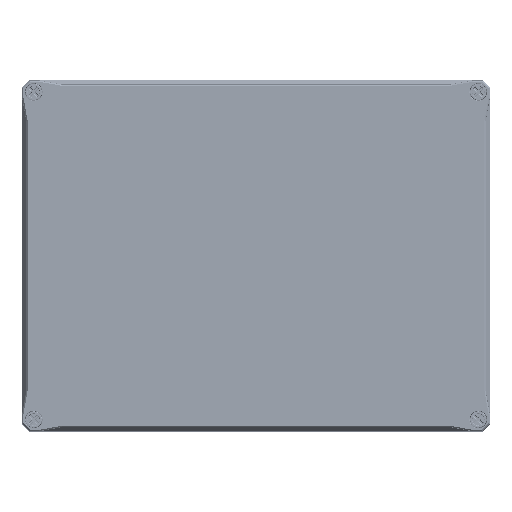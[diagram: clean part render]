
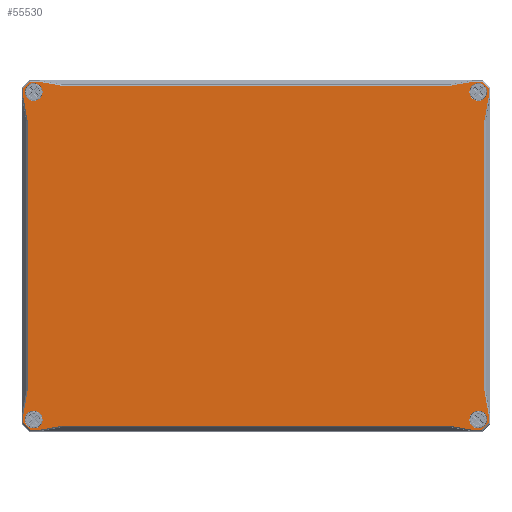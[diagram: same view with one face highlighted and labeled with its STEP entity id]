
A CAD part, top view. The second image highlights one B-rep face of the part: STEP entity #55530.
In plain terms, the highlighted face is planar.
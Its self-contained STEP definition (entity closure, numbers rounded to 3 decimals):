
#2377=FACE_BOUND('',#12901,.T.);
#2378=FACE_BOUND('',#12902,.T.);
#2379=FACE_BOUND('',#12903,.T.);
#2380=FACE_BOUND('',#12904,.T.);
#2881=PLANE('',#59844);
#4405=LINE('',#90448,#6321);
#4406=LINE('',#90450,#6322);
#4407=LINE('',#90452,#6323);
#4408=LINE('',#90454,#6324);
#4409=LINE('',#90456,#6325);
#4410=LINE('',#90458,#6326);
#4411=LINE('',#90460,#6327);
#4412=LINE('',#90462,#6328);
#4413=LINE('',#90464,#6329);
#4414=LINE('',#90466,#6330);
#4415=LINE('',#90468,#6331);
#4416=LINE('',#90470,#6332);
#4417=LINE('',#90472,#6333);
#4418=LINE('',#90474,#6334);
#4419=LINE('',#90476,#6335);
#4420=LINE('',#90478,#6336);
#4421=LINE('',#90480,#6337);
#4422=LINE('',#90482,#6338);
#4423=LINE('',#90484,#6339);
#4424=LINE('',#90486,#6340);
#4425=LINE('',#90488,#6341);
#4426=LINE('',#90490,#6342);
#4427=LINE('',#90492,#6343);
#4428=LINE('',#90493,#6344);
#6321=VECTOR('',#69262,10.);
#6322=VECTOR('',#69263,10.);
#6323=VECTOR('',#69264,10.);
#6324=VECTOR('',#69265,10.);
#6325=VECTOR('',#69266,10.);
#6326=VECTOR('',#69267,10.);
#6327=VECTOR('',#69268,10.);
#6328=VECTOR('',#69269,10.);
#6329=VECTOR('',#69270,10.);
#6330=VECTOR('',#69271,10.);
#6331=VECTOR('',#69272,10.);
#6332=VECTOR('',#69273,10.);
#6333=VECTOR('',#69274,10.);
#6334=VECTOR('',#69275,10.);
#6335=VECTOR('',#69276,10.);
#6336=VECTOR('',#69277,10.);
#6337=VECTOR('',#69278,10.);
#6338=VECTOR('',#69279,10.);
#6339=VECTOR('',#69280,10.);
#6340=VECTOR('',#69281,10.);
#6341=VECTOR('',#69282,10.);
#6342=VECTOR('',#69283,10.);
#6343=VECTOR('',#69284,10.);
#6344=VECTOR('',#69285,10.);
#8896=FACE_OUTER_BOUND('',#12900,.T.);
#12900=EDGE_LOOP('',(#37508,#37509,#37510,#37511,#37512,#37513,#37514,#37515,
#37516,#37517,#37518,#37519,#37520,#37521,#37522,#37523,#37524,#37525,#37526,
#37527,#37528,#37529,#37530,#37531));
#12901=EDGE_LOOP('',(#37532));
#12902=EDGE_LOOP('',(#37533));
#12903=EDGE_LOOP('',(#37534));
#12904=EDGE_LOOP('',(#37535));
#17447=CIRCLE('',#59840,7.598);
#17451=CIRCLE('',#59845,7.598);
#17452=CIRCLE('',#59846,7.598);
#17453=CIRCLE('',#59847,7.598);
#22931=VERTEX_POINT('',#90438);
#22934=VERTEX_POINT('',#90446);
#22935=VERTEX_POINT('',#90447);
#22936=VERTEX_POINT('',#90449);
#22937=VERTEX_POINT('',#90451);
#22938=VERTEX_POINT('',#90453);
#22939=VERTEX_POINT('',#90455);
#22940=VERTEX_POINT('',#90457);
#22941=VERTEX_POINT('',#90459);
#22942=VERTEX_POINT('',#90461);
#22943=VERTEX_POINT('',#90463);
#22944=VERTEX_POINT('',#90465);
#22945=VERTEX_POINT('',#90467);
#22946=VERTEX_POINT('',#90469);
#22947=VERTEX_POINT('',#90471);
#22948=VERTEX_POINT('',#90473);
#22949=VERTEX_POINT('',#90475);
#22950=VERTEX_POINT('',#90477);
#22951=VERTEX_POINT('',#90479);
#22952=VERTEX_POINT('',#90481);
#22953=VERTEX_POINT('',#90483);
#22954=VERTEX_POINT('',#90485);
#22955=VERTEX_POINT('',#90487);
#22956=VERTEX_POINT('',#90489);
#22957=VERTEX_POINT('',#90491);
#22958=VERTEX_POINT('',#90494);
#22959=VERTEX_POINT('',#90496);
#22960=VERTEX_POINT('',#90498);
#28365=EDGE_CURVE('',#22931,#22931,#17447,.T.);
#28369=EDGE_CURVE('',#22934,#22935,#4405,.T.);
#28370=EDGE_CURVE('',#22936,#22934,#4406,.T.);
#28371=EDGE_CURVE('',#22937,#22936,#4407,.T.);
#28372=EDGE_CURVE('',#22938,#22937,#4408,.T.);
#28373=EDGE_CURVE('',#22939,#22938,#4409,.T.);
#28374=EDGE_CURVE('',#22940,#22939,#4410,.T.);
#28375=EDGE_CURVE('',#22941,#22940,#4411,.T.);
#28376=EDGE_CURVE('',#22942,#22941,#4412,.T.);
#28377=EDGE_CURVE('',#22943,#22942,#4413,.T.);
#28378=EDGE_CURVE('',#22944,#22943,#4414,.T.);
#28379=EDGE_CURVE('',#22945,#22944,#4415,.T.);
#28380=EDGE_CURVE('',#22946,#22945,#4416,.T.);
#28381=EDGE_CURVE('',#22947,#22946,#4417,.T.);
#28382=EDGE_CURVE('',#22948,#22947,#4418,.T.);
#28383=EDGE_CURVE('',#22949,#22948,#4419,.T.);
#28384=EDGE_CURVE('',#22950,#22949,#4420,.T.);
#28385=EDGE_CURVE('',#22951,#22950,#4421,.T.);
#28386=EDGE_CURVE('',#22952,#22951,#4422,.T.);
#28387=EDGE_CURVE('',#22953,#22952,#4423,.T.);
#28388=EDGE_CURVE('',#22954,#22953,#4424,.T.);
#28389=EDGE_CURVE('',#22955,#22954,#4425,.T.);
#28390=EDGE_CURVE('',#22956,#22955,#4426,.T.);
#28391=EDGE_CURVE('',#22957,#22956,#4427,.T.);
#28392=EDGE_CURVE('',#22935,#22957,#4428,.T.);
#28393=EDGE_CURVE('',#22958,#22958,#17451,.T.);
#28394=EDGE_CURVE('',#22959,#22959,#17452,.T.);
#28395=EDGE_CURVE('',#22960,#22960,#17453,.T.);
#37508=ORIENTED_EDGE('',*,*,#28369,.F.);
#37509=ORIENTED_EDGE('',*,*,#28370,.F.);
#37510=ORIENTED_EDGE('',*,*,#28371,.F.);
#37511=ORIENTED_EDGE('',*,*,#28372,.F.);
#37512=ORIENTED_EDGE('',*,*,#28373,.F.);
#37513=ORIENTED_EDGE('',*,*,#28374,.F.);
#37514=ORIENTED_EDGE('',*,*,#28375,.F.);
#37515=ORIENTED_EDGE('',*,*,#28376,.F.);
#37516=ORIENTED_EDGE('',*,*,#28377,.F.);
#37517=ORIENTED_EDGE('',*,*,#28378,.F.);
#37518=ORIENTED_EDGE('',*,*,#28379,.F.);
#37519=ORIENTED_EDGE('',*,*,#28380,.F.);
#37520=ORIENTED_EDGE('',*,*,#28381,.F.);
#37521=ORIENTED_EDGE('',*,*,#28382,.F.);
#37522=ORIENTED_EDGE('',*,*,#28383,.F.);
#37523=ORIENTED_EDGE('',*,*,#28384,.F.);
#37524=ORIENTED_EDGE('',*,*,#28385,.F.);
#37525=ORIENTED_EDGE('',*,*,#28386,.F.);
#37526=ORIENTED_EDGE('',*,*,#28387,.F.);
#37527=ORIENTED_EDGE('',*,*,#28388,.F.);
#37528=ORIENTED_EDGE('',*,*,#28389,.F.);
#37529=ORIENTED_EDGE('',*,*,#28390,.F.);
#37530=ORIENTED_EDGE('',*,*,#28391,.F.);
#37531=ORIENTED_EDGE('',*,*,#28392,.F.);
#37532=ORIENTED_EDGE('',*,*,#28393,.F.);
#37533=ORIENTED_EDGE('',*,*,#28394,.F.);
#37534=ORIENTED_EDGE('',*,*,#28395,.F.);
#37535=ORIENTED_EDGE('',*,*,#28365,.F.);
#55530=ADVANCED_FACE('',(#8896,#2377,#2378,#2379,#2380),#2881,.F.);
#59840=AXIS2_PLACEMENT_3D('',#90439,#69252,#69253);
#59844=AXIS2_PLACEMENT_3D('',#90445,#69260,#69261);
#59845=AXIS2_PLACEMENT_3D('',#90495,#69286,#69287);
#59846=AXIS2_PLACEMENT_3D('',#90497,#69288,#69289);
#59847=AXIS2_PLACEMENT_3D('',#90499,#69290,#69291);
#69252=DIRECTION('center_axis',(0.,-1.,0.));
#69253=DIRECTION('ref_axis',(-1.,0.,0.));
#69260=DIRECTION('center_axis',(0.,1.,0.));
#69261=DIRECTION('ref_axis',(0.,0.,1.));
#69262=DIRECTION('',(0.,0.,-1.));
#69263=DIRECTION('',(0.174,0.,-0.985));
#69264=DIRECTION('',(0.,0.,-1.));
#69265=DIRECTION('',(-0.174,0.,-0.985));
#69266=DIRECTION('',(0.,0.,-1.));
#69267=DIRECTION('',(0.707,0.,-0.707));
#69268=DIRECTION('',(1.,0.,0.));
#69269=DIRECTION('',(0.985,0.,0.174));
#69270=DIRECTION('',(1.,0.,0.));
#69271=DIRECTION('',(0.985,0.,-0.174));
#69272=DIRECTION('',(1.,0.,0.));
#69273=DIRECTION('',(0.707,0.,0.707));
#69274=DIRECTION('',(0.,0.,1.));
#69275=DIRECTION('',(-0.174,0.,0.985));
#69276=DIRECTION('',(0.,0.,1.));
#69277=DIRECTION('',(0.174,0.,0.985));
#69278=DIRECTION('',(0.,0.,1.));
#69279=DIRECTION('',(-0.707,0.,0.707));
#69280=DIRECTION('',(-1.,0.,0.));
#69281=DIRECTION('',(-0.985,0.,-0.174));
#69282=DIRECTION('',(-1.,0.,0.));
#69283=DIRECTION('',(-0.985,0.,0.174));
#69284=DIRECTION('',(-1.,0.,0.));
#69285=DIRECTION('',(-0.707,0.,-0.707));
#69286=DIRECTION('center_axis',(0.,-1.,0.));
#69287=DIRECTION('ref_axis',(-1.,0.,0.));
#69288=DIRECTION('center_axis',(0.,-1.,0.));
#69289=DIRECTION('ref_axis',(-1.,0.,0.));
#69290=DIRECTION('center_axis',(0.,-1.,0.));
#69291=DIRECTION('ref_axis',(-1.,0.,0.));
#90438=CARTESIAN_POINT('',(-190.,-30.,-147.598));
#90439=CARTESIAN_POINT('Origin',(-190.,-30.,-140.));
#90445=CARTESIAN_POINT('Origin',(0.,-30.,0.));
#90446=CARTESIAN_POINT('',(198.738,-30.,-135.34));
#90447=CARTESIAN_POINT('',(198.738,-30.,-143.324));
#90448=CARTESIAN_POINT('',(198.738,-30.,75.));
#90449=CARTESIAN_POINT('',(195.273,-30.,-115.688));
#90450=CARTESIAN_POINT('',(182.445,-30.,-42.935));
#90451=CARTESIAN_POINT('',(195.273,-30.,115.688));
#90452=CARTESIAN_POINT('',(195.273,-30.,57.8));
#90453=CARTESIAN_POINT('',(198.738,-30.,135.34));
#90454=CARTESIAN_POINT('',(187.445,-30.,71.291));
#90455=CARTESIAN_POINT('',(198.738,-30.,143.324));
#90456=CARTESIAN_POINT('',(198.738,-30.,75.));
#90457=CARTESIAN_POINT('',(193.324,-30.,148.738));
#90458=CARTESIAN_POINT('',(183.531,-30.,158.531));
#90459=CARTESIAN_POINT('',(185.34,-30.,148.738));
#90460=CARTESIAN_POINT('',(-100.,-30.,148.738));
#90461=CARTESIAN_POINT('',(165.688,-30.,145.273));
#90462=CARTESIAN_POINT('',(72.964,-30.,128.923));
#90463=CARTESIAN_POINT('',(-165.688,-30.,145.273));
#90464=CARTESIAN_POINT('',(-82.8,-30.,145.273));
#90465=CARTESIAN_POINT('',(-185.34,-30.,148.738));
#90466=CARTESIAN_POINT('',(-101.32,-30.,133.923));
#90467=CARTESIAN_POINT('',(-193.324,-30.,148.738));
#90468=CARTESIAN_POINT('',(-100.,-30.,148.738));
#90469=CARTESIAN_POINT('',(-198.738,-30.,143.324));
#90470=CARTESIAN_POINT('',(-183.531,-30.,158.531));
#90471=CARTESIAN_POINT('',(-198.738,-30.,135.34));
#90472=CARTESIAN_POINT('',(-198.738,-30.,-75.));
#90473=CARTESIAN_POINT('',(-195.273,-30.,115.688));
#90474=CARTESIAN_POINT('',(-187.445,-30.,71.291));
#90475=CARTESIAN_POINT('',(-195.273,-30.,-115.688));
#90476=CARTESIAN_POINT('',(-195.273,-30.,57.8));
#90477=CARTESIAN_POINT('',(-198.738,-30.,-135.34));
#90478=CARTESIAN_POINT('',(-182.445,-30.,-42.935));
#90479=CARTESIAN_POINT('',(-198.738,-30.,-143.324));
#90480=CARTESIAN_POINT('',(-198.738,-30.,-75.));
#90481=CARTESIAN_POINT('',(-193.324,-30.,-148.738));
#90482=CARTESIAN_POINT('',(-183.531,-30.,-158.531));
#90483=CARTESIAN_POINT('',(-185.34,-30.,-148.738));
#90484=CARTESIAN_POINT('',(100.,-30.,-148.738));
#90485=CARTESIAN_POINT('',(-165.688,-30.,-145.273));
#90486=CARTESIAN_POINT('',(-101.32,-30.,-133.923));
#90487=CARTESIAN_POINT('',(165.688,-30.,-145.273));
#90488=CARTESIAN_POINT('',(-82.8,-30.,-145.273));
#90489=CARTESIAN_POINT('',(185.34,-30.,-148.738));
#90490=CARTESIAN_POINT('',(72.964,-30.,-128.923));
#90491=CARTESIAN_POINT('',(193.324,-30.,-148.738));
#90492=CARTESIAN_POINT('',(100.,-30.,-148.738));
#90493=CARTESIAN_POINT('',(183.531,-30.,-158.531));
#90494=CARTESIAN_POINT('',(-190.,-30.,132.402));
#90495=CARTESIAN_POINT('Origin',(-190.,-30.,140.));
#90496=CARTESIAN_POINT('',(190.,-30.,-147.598));
#90497=CARTESIAN_POINT('Origin',(190.,-30.,-140.));
#90498=CARTESIAN_POINT('',(190.,-30.,132.402));
#90499=CARTESIAN_POINT('Origin',(190.,-30.,140.));
